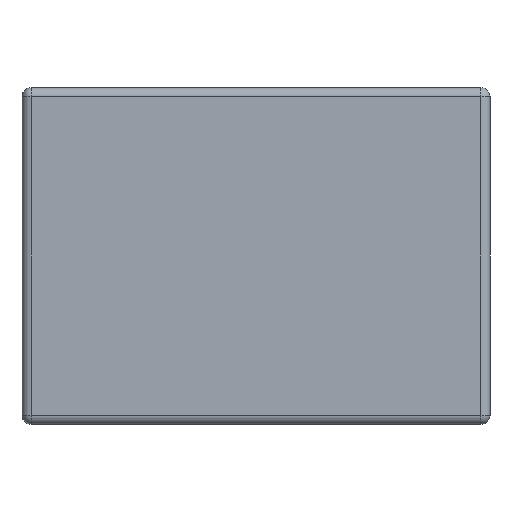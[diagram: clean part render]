
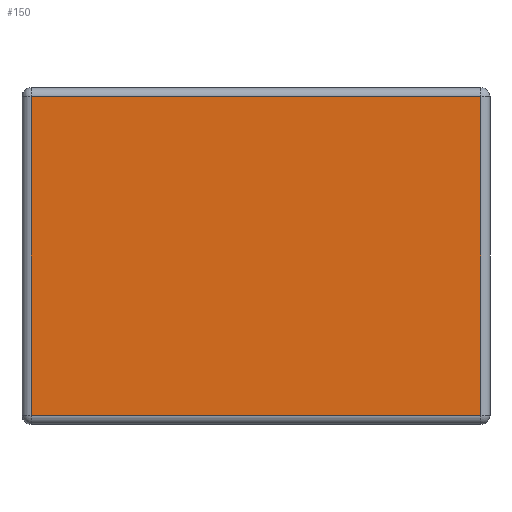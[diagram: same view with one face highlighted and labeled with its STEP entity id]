
A CAD part, left-side view. The second image highlights one B-rep face of the part: STEP entity #150.
In plain terms, the highlighted planar face has unit normal (-1, 0, 0).
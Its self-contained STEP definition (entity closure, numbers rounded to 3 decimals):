
#150 = ADVANCED_FACE ( 'NONE', ( #1733 ), #1720, .T. ) ;
#165 = CARTESIAN_POINT ( 'NONE',  ( -1.6, 1.2, 0. ) ) ;
#244 = DIRECTION ( 'NONE',  ( 0., 0., 1. ) ) ;
#411 = LINE ( 'NONE', #2401, #1394 ) ;
#418 = ORIENTED_EDGE ( 'NONE', *, *, #507, .T. ) ;
#507 = EDGE_CURVE ( 'NONE', #3151, #733, #2128, .T. ) ;
#522 = CARTESIAN_POINT ( 'NONE',  ( -1.6, -1.2, 0.05 ) ) ;
#625 = ORIENTED_EDGE ( 'NONE', *, *, #739, .T. ) ;
#733 = VERTEX_POINT ( 'NONE', #852 ) ;
#738 = CARTESIAN_POINT ( 'NONE',  ( -1.6, -1.25, 0.05 ) ) ;
#739 = EDGE_CURVE ( 'NONE', #3126, #2311, #1630, .T. ) ;
#852 = CARTESIAN_POINT ( 'NONE',  ( -1.6, 1.2, 0.05 ) ) ;
#1048 = EDGE_CURVE ( 'NONE', #2311, #3151, #411, .T. ) ;
#1241 = DIRECTION ( 'NONE',  ( 0., -1., 0. ) ) ;
#1394 = VECTOR ( 'NONE', #2902, 1000. ) ;
#1518 = CARTESIAN_POINT ( 'NONE',  ( -1.6, 0., 1.8 ) ) ;
#1598 = VECTOR ( 'NONE', #3124, 1000. ) ;
#1613 = ORIENTED_EDGE ( 'NONE', *, *, #2288, .T. ) ;
#1630 = LINE ( 'NONE', #2859, #1751 ) ;
#1720 = PLANE ( 'NONE',  #2176 ) ;
#1733 = FACE_OUTER_BOUND ( 'NONE', #2863, .T. ) ;
#1751 = VECTOR ( 'NONE', #2158, 1000. ) ;
#2128 = LINE ( 'NONE', #165, #1598 ) ;
#2132 = VECTOR ( 'NONE', #1241, 1000. ) ;
#2150 = ORIENTED_EDGE ( 'NONE', *, *, #1048, .T. ) ;
#2158 = DIRECTION ( 'NONE',  ( 0., 0., 1. ) ) ;
#2176 = AXIS2_PLACEMENT_3D ( 'NONE', #1518, #2494, #244 ) ;
#2288 = EDGE_CURVE ( 'NONE', #733, #3126, #2713, .T. ) ;
#2311 = VERTEX_POINT ( 'NONE', #2487 ) ;
#2401 = CARTESIAN_POINT ( 'NONE',  ( -1.6, 0., 1.75 ) ) ;
#2487 = CARTESIAN_POINT ( 'NONE',  ( -1.6, -1.2, 1.75 ) ) ;
#2494 = DIRECTION ( 'NONE',  ( -1., 0., 0. ) ) ;
#2516 = CARTESIAN_POINT ( 'NONE',  ( -1.6, 1.2, 1.75 ) ) ;
#2713 = LINE ( 'NONE', #738, #2132 ) ;
#2859 = CARTESIAN_POINT ( 'NONE',  ( -1.6, -1.2, 1.8 ) ) ;
#2863 = EDGE_LOOP ( 'NONE', ( #2150, #418, #1613, #625 ) ) ;
#2902 = DIRECTION ( 'NONE',  ( 0., 1., 0. ) ) ;
#3124 = DIRECTION ( 'NONE',  ( 0., 0., -1. ) ) ;
#3126 = VERTEX_POINT ( 'NONE', #522 ) ;
#3151 = VERTEX_POINT ( 'NONE', #2516 ) ;
